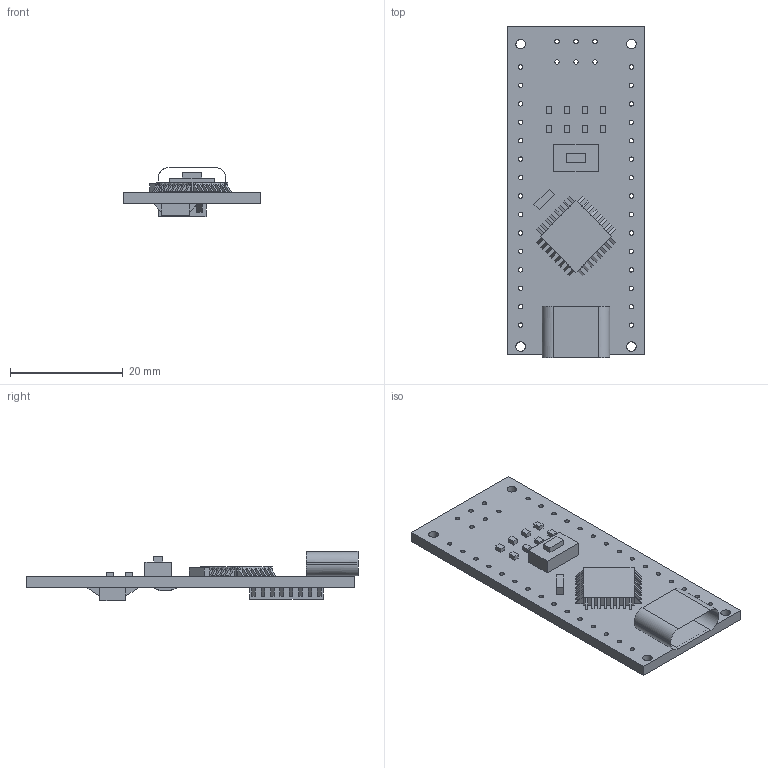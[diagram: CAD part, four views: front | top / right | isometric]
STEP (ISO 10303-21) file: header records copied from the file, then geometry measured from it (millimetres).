
FILE_DESCRIPTION(('STEP AP242'), '1');
FILE_NAME('681204c643b4d50b11a59215', '', ('UNSPECIFIED'), ('UNSPECIFIED'), 'C3D Converter', 'C3D Toolkit', '');
FILE_SCHEMA(('AP242_MANAGED_MODEL_BASED_3D_ENGINEERING_MIM_LF { 1 0 10303 442 1 1 4 }'));
Length unit declared in the file: millimetre
Products named in the file (1): Open CASCADE STEP translator 7.6 1
Bounding box: 24.3 x 58.79 x 8.69 mm (x, y, z)
Volume: 3242.2 mm3; surface area: 4733.8 mm2
Topology: 76 solids, 77 shells, 489 faces, 1012 edges, 676 vertices
Faces by surface type: plane 405, bspline 84
Entity records: 34055 total; most frequent: CARTESIAN_POINT 23478, ORIENTED_EDGE 2000, DIRECTION 1644, EDGE_CURVE 1008, LINE 832, VECTOR 832, VERTEX_POINT 672, FACE_BOUND 570
